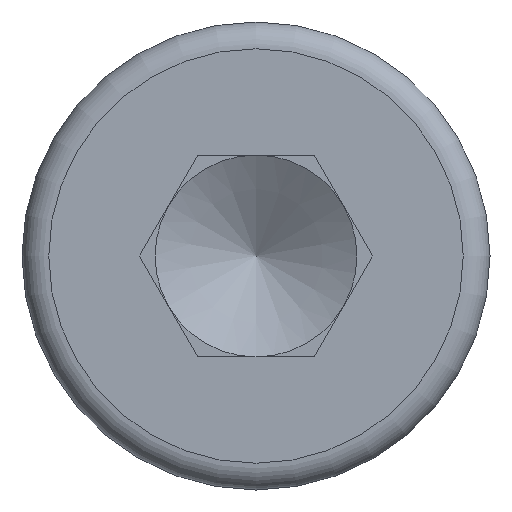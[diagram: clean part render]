
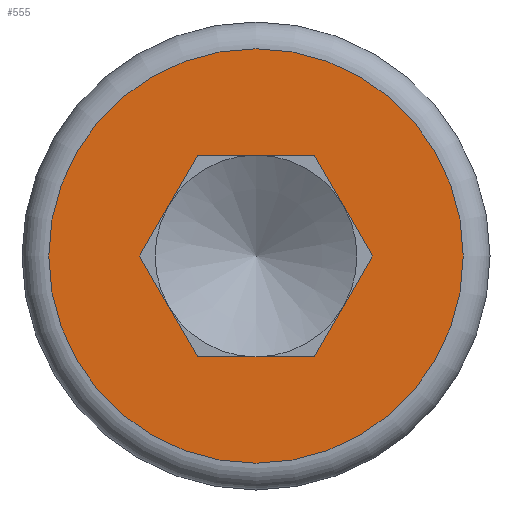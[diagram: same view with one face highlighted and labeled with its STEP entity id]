
A CAD part, left-side view. The second image highlights one B-rep face of the part: STEP entity #555.
In plain terms, the highlighted planar face has unit normal (-1, 0, 0).
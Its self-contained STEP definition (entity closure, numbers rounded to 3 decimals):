
#5 = CARTESIAN_POINT ( 'NONE',  ( 0., -0.872, 1.51 ) ) ;
#18 = VECTOR ( 'NONE', #990, 1000. ) ;
#31 = CARTESIAN_POINT ( 'NONE',  ( 0., -0.872, -1.51 ) ) ;
#38 = DIRECTION ( 'NONE',  ( -1., 0., 0. ) ) ;
#46 = DIRECTION ( 'NONE',  ( 0., -0.5, 0.866 ) ) ;
#66 = CARTESIAN_POINT ( 'NONE',  ( 0., 0., 0. ) ) ;
#74 = CARTESIAN_POINT ( 'NONE',  ( 0., 0.872, -1.51 ) ) ;
#87 = VERTEX_POINT ( 'NONE', #74 ) ;
#94 = LINE ( 'NONE', #586, #205 ) ;
#139 = LINE ( 'NONE', #892, #961 ) ;
#205 = VECTOR ( 'NONE', #1086, 1000. ) ;
#234 = EDGE_LOOP ( 'NONE', ( #610, #984, #1546, #1499, #1516, #1221 ) ) ;
#302 = DIRECTION ( 'NONE',  ( 0., -0.5, -0.866 ) ) ;
#310 = FACE_OUTER_BOUND ( 'NONE', #1027, .T. ) ;
#384 = EDGE_CURVE ( 'NONE', #1256, #553, #906, .T. ) ;
#428 = EDGE_CURVE ( 'NONE', #1033, #1033, #568, .T. ) ;
#540 = CARTESIAN_POINT ( 'NONE',  ( 0., 0., 3.1 ) ) ;
#550 = DIRECTION ( 'NONE',  ( -1., 0., 0. ) ) ;
#553 = VERTEX_POINT ( 'NONE', #672 ) ;
#555 = ADVANCED_FACE ( 'NONE', ( #1313, #310 ), #1053, .T. ) ;
#568 = CIRCLE ( 'NONE', #724, 3.1 ) ;
#586 = CARTESIAN_POINT ( 'NONE',  ( 0., 0.872, -1.51 ) ) ;
#608 = AXIS2_PLACEMENT_3D ( 'NONE', #66, #550, #1560 ) ;
#610 = ORIENTED_EDGE ( 'NONE', *, *, #384, .T. ) ;
#672 = CARTESIAN_POINT ( 'NONE',  ( 0., 0.872, 1.51 ) ) ;
#724 = AXIS2_PLACEMENT_3D ( 'NONE', #1015, #38, #1268 ) ;
#755 = VERTEX_POINT ( 'NONE', #31 ) ;
#768 = CARTESIAN_POINT ( 'NONE',  ( 0., 1.744, 0. ) ) ;
#784 = CARTESIAN_POINT ( 'NONE',  ( 0., 1.744, 0. ) ) ;
#798 = VECTOR ( 'NONE', #46, 1000. ) ;
#801 = LINE ( 'NONE', #784, #1555 ) ;
#861 = EDGE_CURVE ( 'NONE', #1267, #553, #139, .T. ) ;
#886 = CARTESIAN_POINT ( 'NONE',  ( 0., -0.872, 1.51 ) ) ;
#892 = CARTESIAN_POINT ( 'NONE',  ( 0., -0.872, 1.51 ) ) ;
#905 = CARTESIAN_POINT ( 'NONE',  ( 0., -1.744, 0. ) ) ;
#906 = LINE ( 'NONE', #768, #798 ) ;
#936 = EDGE_CURVE ( 'NONE', #87, #755, #94, .T. ) ;
#961 = VECTOR ( 'NONE', #1393, 1000. ) ;
#984 = ORIENTED_EDGE ( 'NONE', *, *, #861, .F. ) ;
#990 = DIRECTION ( 'NONE',  ( 0., -0.5, -0.866 ) ) ;
#992 = EDGE_CURVE ( 'NONE', #1267, #1556, #1250, .T. ) ;
#1015 = CARTESIAN_POINT ( 'NONE',  ( 0., 0., 0. ) ) ;
#1020 = DIRECTION ( 'NONE',  ( 0., 0.5, -0.866 ) ) ;
#1027 = EDGE_LOOP ( 'NONE', ( #1076 ) ) ;
#1033 = VERTEX_POINT ( 'NONE', #540 ) ;
#1053 = PLANE ( 'NONE',  #608 ) ;
#1076 = ORIENTED_EDGE ( 'NONE', *, *, #428, .T. ) ;
#1086 = DIRECTION ( 'NONE',  ( 0., -1., 0. ) ) ;
#1221 = ORIENTED_EDGE ( 'NONE', *, *, #1411, .F. ) ;
#1250 = LINE ( 'NONE', #5, #18 ) ;
#1256 = VERTEX_POINT ( 'NONE', #1362 ) ;
#1267 = VERTEX_POINT ( 'NONE', #886 ) ;
#1268 = DIRECTION ( 'NONE',  ( 0., 0., 1. ) ) ;
#1313 = FACE_BOUND ( 'NONE', #234, .T. ) ;
#1349 = EDGE_CURVE ( 'NONE', #1556, #755, #1547, .T. ) ;
#1362 = CARTESIAN_POINT ( 'NONE',  ( 0., 1.744, 0. ) ) ;
#1393 = DIRECTION ( 'NONE',  ( 0., 1., 0. ) ) ;
#1397 = VECTOR ( 'NONE', #1020, 1000. ) ;
#1411 = EDGE_CURVE ( 'NONE', #1256, #87, #801, .T. ) ;
#1422 = CARTESIAN_POINT ( 'NONE',  ( 0., -1.744, 0. ) ) ;
#1499 = ORIENTED_EDGE ( 'NONE', *, *, #1349, .T. ) ;
#1516 = ORIENTED_EDGE ( 'NONE', *, *, #936, .F. ) ;
#1546 = ORIENTED_EDGE ( 'NONE', *, *, #992, .T. ) ;
#1547 = LINE ( 'NONE', #1422, #1397 ) ;
#1555 = VECTOR ( 'NONE', #302, 1000. ) ;
#1556 = VERTEX_POINT ( 'NONE', #905 ) ;
#1560 = DIRECTION ( 'NONE',  ( 0., 0., 1. ) ) ;
